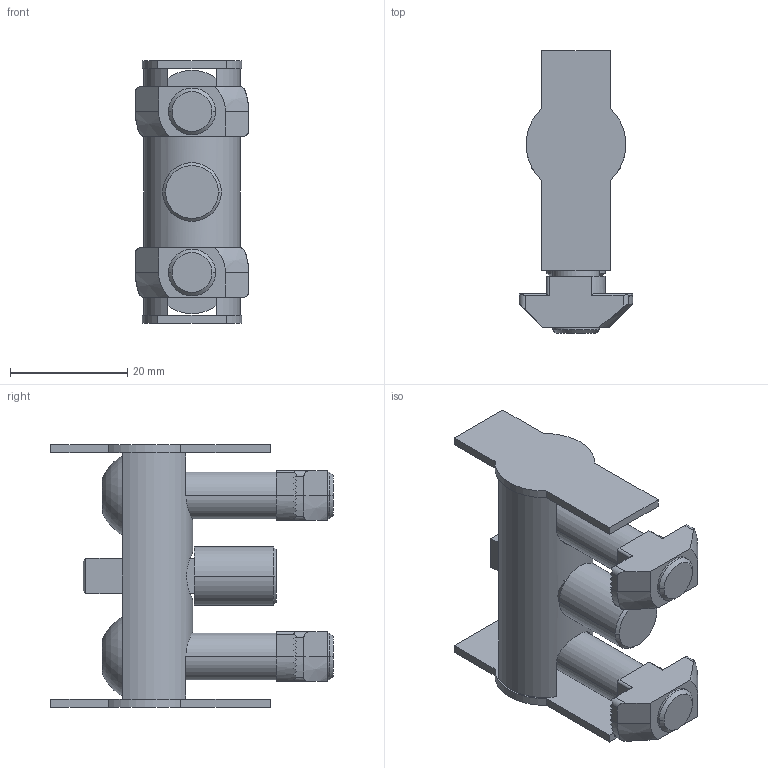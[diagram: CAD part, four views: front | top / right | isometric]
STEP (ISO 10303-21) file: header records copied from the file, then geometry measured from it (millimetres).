
FILE_DESCRIPTION((''),'2;1');
FILE_NAME('11133_SPOJNI_EL_45_FI17_KIT_U10_ASM','2022-09-16T13:53:11',('PredragRovcanin'),('Audax d.o.o.'),'CREO PARAMETRIC BY PTC INC, 2020281','CREO PARAMETRIC BY PTC INC, 2020281','');
FILE_SCHEMA(('AUTOMOTIVE_DESIGN { 1 0 10303 214 1 1 1 1 }'));
Length unit declared in the file: millimetre
Products named in the file (6): 11133_SPOJNI_EL_45_FI17_U10_A; 11133_SPOJNI_EL_45_FI17_U10_D; 11133_SPOJNI_EL_45_FI17_U10_B; 11133_SPOJNI_EL_45_FI17_U10_C; 11133_SPOJNI_EL_45_FI17_U10_E; 11133_SPOJNI_EL_45_FI17_KIT_U10_ASM
Assembly tree (8 placements, depth 2):
  11133_SPOJNI_EL_45_FI17_KIT_U10_ASM
    11133_SPOJNI_EL_45_FI17_U10_A
    11133_SPOJNI_EL_45_FI17_U10_D
    11133_SPOJNI_EL_45_FI17_U10_B  x2
    11133_SPOJNI_EL_45_FI17_U10_C  x2
    11133_SPOJNI_EL_45_FI17_U10_E  x2
Bounding box: 19.4 x 48.2 x 44.8 mm (x, y, z)
Volume: 12957.7 mm3; surface area: 12021.6 mm2
Topology: 8 solids, 12 shells, 227 faces, 593 edges, 404 vertices
Faces by surface type: plane 160, cylinder 53, cone 10, sphere 4
Entity records: 6642 total; most frequent: CARTESIAN_POINT 954, DIRECTION 675, ORIENTED_EDGE 644, PRESENTATION_STYLE_ASSIGNMENT 359, STYLED_ITEM 359, CURVE_STYLE 351, COLOUR_RGB 329, EDGE_CURVE 326
